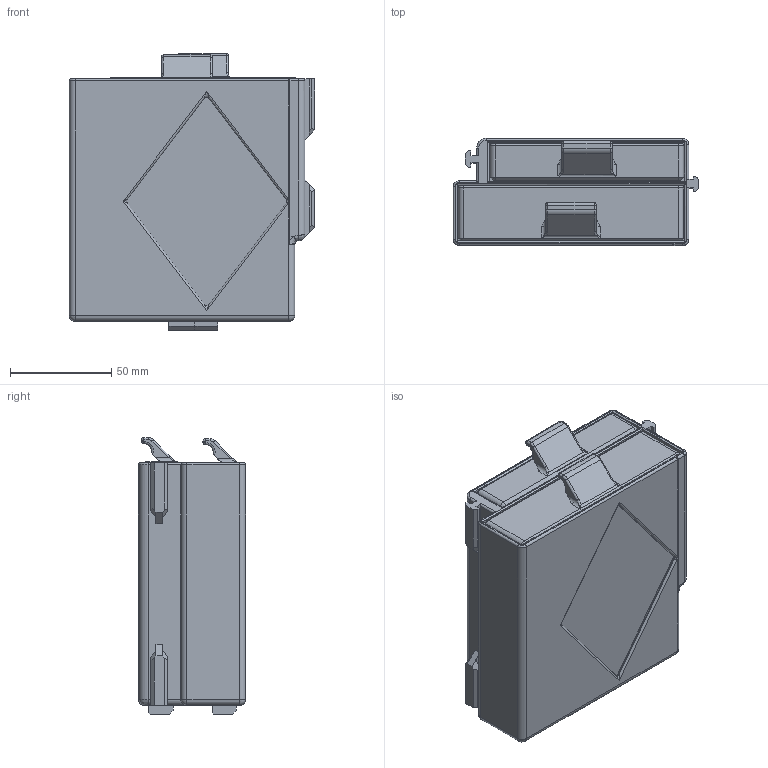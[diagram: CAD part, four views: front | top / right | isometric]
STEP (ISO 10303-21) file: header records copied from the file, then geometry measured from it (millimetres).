
FILE_DESCRIPTION(/* description */ (''),/* implementation_level */ '2;1');
FILE_NAME(/* name */ 'Ender 3 Tray v10.step',/* time_stamp */ '2019-10-02T01:23:00+02:00',/* author */ (''),/* organization */ (''),/* preprocessor_version */ 'ST-DEVELOPER v18',/* originating_system */ 'Autodesk Translation Framework v8.6.0.1094',/* authorisation */ '');
FILE_SCHEMA (('AUTOMOTIVE_DESIGN { 1 0 10303 214 3 1 1 }'));
Length unit declared in the file: millimetre
Products named in the file (4): Ender 3 Tray; Case; Top Drawer; Bottom Drawer
Assembly tree (3 placements, depth 2):
  Ender 3 Tray
    Case
    Top Drawer
    Bottom Drawer
Bounding box: 121.52 x 53 x 136.88 mm (x, y, z)
Volume: 229882.9 mm3; surface area: 189740.6 mm2
Topology: 3 solids, 3 shells, 621 faces, 1538 edges, 914 vertices
Faces by surface type: plane 285, cylinder 188, bspline 64, torus 50, sphere 22, cone 12
Entity records: 20565 total; most frequent: CARTESIAN_POINT 5980, ORIENTED_EDGE 3036, DIRECTION 3010, EDGE_CURVE 1518, AXIS2_PLACEMENT_3D 1027, LINE 956, VECTOR 956, VERTEX_POINT 914
